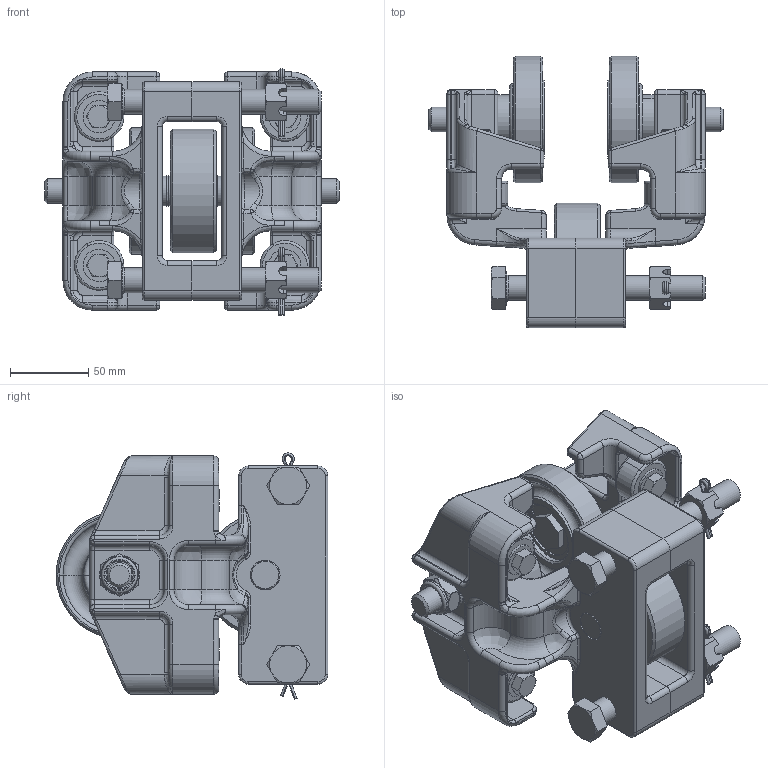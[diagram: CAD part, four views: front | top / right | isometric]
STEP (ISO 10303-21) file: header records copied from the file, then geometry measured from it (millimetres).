
FILE_DESCRIPTION((''),'2;1');
FILE_NAME('10190.stp','2011-03-30T13:21:46',('jholman'),(''),'Autodesk Inventor 2011','Autodesk Inventor 2011','');
FILE_SCHEMA(('AUTOMOTIVE_DESIGN { 1 0 10303 214 1 1 1 1 }'));
Length unit declared in the file: inch
Products named in the file (24): 10190.iam (LevelofDetail1); 3D11Q5B4D; 30080; 3D11D7G4C; 3D11C7B4C; 3D11A6B4A; 3D11E7G4B; 3D11I6B4A; 3D113HB4C; 3D1167B4C; 3D11W6B4B; 3D11K7B4B; 3D11Q6B4B; 3D1144G4A; 3D1134G4A; 3D112HB4B; 3D11X6B4A; 3D1153B4A; Hex Bolt - Inch 3/8-16 UNC - 2; Hex Nut - UNC (Regular Thread - Inch) 3/8 - 16; Pin - Cotter - Extended Prong Square Cut Type (Inch) ANSI B18.8.1 5/32 x 1 1/4 Extended Prong Square Cut Type; Hex Cap Screw - Inch 5/8-11 UNC - 5; Slotted Hex Nut - Inch 5/8 - 11
Assembly tree (41 placements, depth 3):
  10190.iam (LevelofDetail1)
    3D11Q5B4D  x2
    30080
      3D11D7G4C
      3D11C7B4C  x2
      3D11A6B4A
      3D11E7G4B
      3D11I6B4A  x4
    3D113HB4C  x2
      3D1167B4C
      3D11A6B4A
      3D11W6B4B
      3D11K7B4B
      3D11Q6B4B
    3D1144G4A  x2
    3D1134G4A  x2
    3D112HB4B  x4
      3D11X6B4A
      3D1153B4A
      Hex Bolt - Inch 3/8-16 UNC - 2
    Hex Nut - UNC (Regular Thread - Inch) 3/8 - 16  x4
    Pin - Cotter - Extended Prong Square Cut Type (Inch) ANSI B18.8.1 5/32 x 1 1/4 Extended Prong Square Cut Type  x2
    Hex Cap Screw - Inch 5/8-11 UNC - 5
    Slotted Hex Nut - Inch 5/8 - 11  x2
    Hex Cap Screw - Inch 5/8-11 UNC - 5
Bounding box: 188.33 x 173.91 x 157.59 mm (x, y, z)
Volume: 1202824.5 mm3; surface area: 311503.4 mm2
Topology: 51 solids, 51 shells, 2208 faces, 5057 edges, 2880 vertices
Faces by surface type: cylinder 705, plane 475, bspline 426, torus 300, cone 186, sphere 116
Full cylindrical faces by diameter (mm): 1.321 x8, 4.366 x1, 7.798 x4, 9.525 x8, 9.855 x4, 13.386 x4, 14.275 x4, 14.351 x2, 15.862 x2, 15.875 x2, 16.272 x2, 16.612 x2, 16.669 x4, 16.98 x2, 17.374 x2, 17.882 x6, 19.05 x9, 21.431 x2, 23.114 x2, 25.4 x2, 36.576 x1, 40.005 x2, 40.056 x1, 40.513 x1, 42.443 x1, 79.375 x1
Entity records: 32142 total; most frequent: CARTESIAN_POINT 10595, DIRECTION 4482, ORIENTED_EDGE 4188, EDGE_CURVE 2094, AXIS2_PLACEMENT_3D 1925, VERTEX_POINT 1261, EDGE_LOOP 1103, CIRCLE 1020
